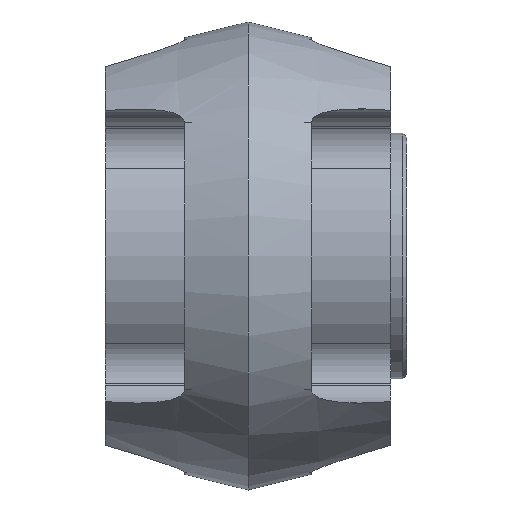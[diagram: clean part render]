
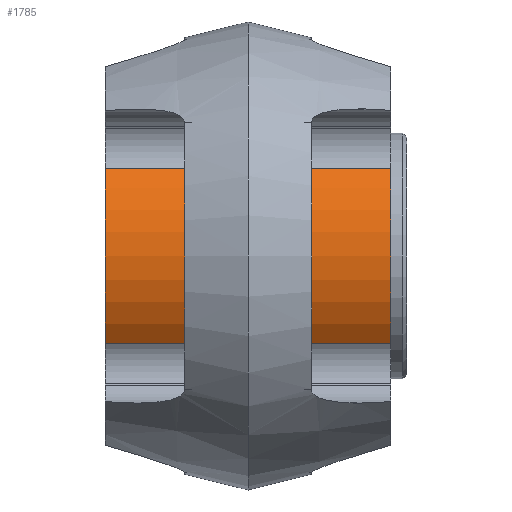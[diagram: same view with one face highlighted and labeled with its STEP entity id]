
A CAD part, front view. The second image highlights one B-rep face of the part: STEP entity #1785.
In plain terms, the highlighted cylindrical face has radius 36.5 mm (diameter 73 mm), a partial arc.
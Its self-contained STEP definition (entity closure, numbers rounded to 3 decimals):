
#20 = EDGE_CURVE ( 'NONE', #84, #186, #1924, .T. ) ;
#30 = VECTOR ( 'NONE', #1043, 1000. ) ;
#33 = VECTOR ( 'NONE', #402, 1000. ) ;
#60 = VERTEX_POINT ( 'NONE', #1893 ) ;
#84 = VERTEX_POINT ( 'NONE', #1529 ) ;
#92 = ORIENTED_EDGE ( 'NONE', *, *, #20, .T. ) ;
#93 = CARTESIAN_POINT ( 'NONE',  ( -36., -29.004, -22.159 ) ) ;
#186 = VERTEX_POINT ( 'NONE', #477 ) ;
#267 = DIRECTION ( 'NONE',  ( 1., 0., 0. ) ) ;
#402 = DIRECTION ( 'NONE',  ( 1., 0., 0. ) ) ;
#477 = CARTESIAN_POINT ( 'NONE',  ( 72., -29.004, -22.159 ) ) ;
#479 = CARTESIAN_POINT ( 'NONE',  ( 0., -29.004, 22.159 ) ) ;
#491 = ORIENTED_EDGE ( 'NONE', *, *, #993, .F. ) ;
#597 = FACE_OUTER_BOUND ( 'NONE', #1295, .T. ) ;
#605 = DIRECTION ( 'NONE',  ( 1., 0., 0. ) ) ;
#642 = CIRCLE ( 'NONE', #1623, 36.5 ) ;
#797 = CIRCLE ( 'NONE', #1336, 36.5 ) ;
#993 = EDGE_CURVE ( 'NONE', #1647, #60, #1309, .T. ) ;
#1043 = DIRECTION ( 'NONE',  ( 1., 0., 0. ) ) ;
#1097 = EDGE_CURVE ( 'NONE', #60, #186, #642, .T. ) ;
#1181 = ORIENTED_EDGE ( 'NONE', *, *, #1097, .F. ) ;
#1295 = EDGE_LOOP ( 'NONE', ( #1975, #92, #1181, #491 ) ) ;
#1309 = LINE ( 'NONE', #1680, #30 ) ;
#1336 = AXIS2_PLACEMENT_3D ( 'NONE', #1634, #1798, #1974 ) ;
#1394 = DIRECTION ( 'NONE',  ( 0., 0., -1. ) ) ;
#1529 = CARTESIAN_POINT ( 'NONE',  ( 0., -29.004, -22.159 ) ) ;
#1549 = CARTESIAN_POINT ( 'NONE',  ( 72., 0., 0. ) ) ;
#1605 = AXIS2_PLACEMENT_3D ( 'NONE', #1755, #605, #1394 ) ;
#1623 = AXIS2_PLACEMENT_3D ( 'NONE', #1549, #267, #1726 ) ;
#1634 = CARTESIAN_POINT ( 'NONE',  ( 0., 0., 0. ) ) ;
#1647 = VERTEX_POINT ( 'NONE', #479 ) ;
#1680 = CARTESIAN_POINT ( 'NONE',  ( -36., -29.004, 22.159 ) ) ;
#1698 = EDGE_CURVE ( 'NONE', #84, #1647, #797, .T. ) ;
#1726 = DIRECTION ( 'NONE',  ( 0., 0., -1. ) ) ;
#1755 = CARTESIAN_POINT ( 'NONE',  ( -36., 0., 0. ) ) ;
#1785 = ADVANCED_FACE ( 'NONE', ( #597 ), #2049, .T. ) ;
#1798 = DIRECTION ( 'NONE',  ( -1., 0., 0. ) ) ;
#1893 = CARTESIAN_POINT ( 'NONE',  ( 72., -29.004, 22.159 ) ) ;
#1924 = LINE ( 'NONE', #93, #33 ) ;
#1974 = DIRECTION ( 'NONE',  ( 0., 0., 1. ) ) ;
#1975 = ORIENTED_EDGE ( 'NONE', *, *, #1698, .F. ) ;
#2049 = CYLINDRICAL_SURFACE ( 'NONE', #1605, 36.5 ) ;
